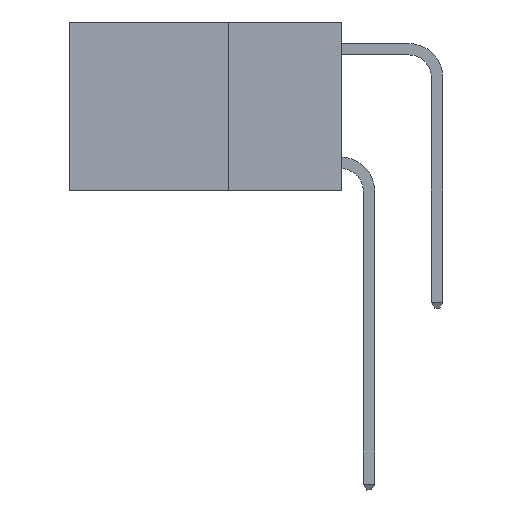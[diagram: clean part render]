
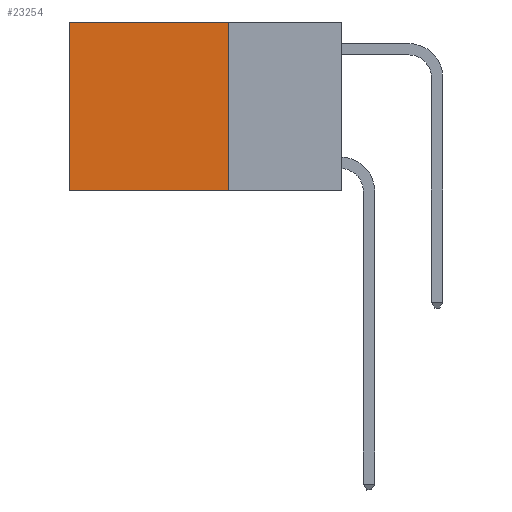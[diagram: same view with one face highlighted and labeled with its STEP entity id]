
A CAD part, left-side view. The second image highlights one B-rep face of the part: STEP entity #23254.
In plain terms, the highlighted planar face has unit normal (-1, 0, 0).
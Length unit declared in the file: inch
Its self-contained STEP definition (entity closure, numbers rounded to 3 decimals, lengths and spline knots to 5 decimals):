
#340 = CARTESIAN_POINT ( 'NONE',  ( 0.2625, 0.25, -0.37 ) ) ;
#913 = EDGE_CURVE ( 'NONE', #31065, #18921, #16480, .T. ) ;
#2226 = EDGE_LOOP ( 'NONE', ( #22801, #27011, #30993, #26523 ) ) ;
#3635 = CARTESIAN_POINT ( 'NONE',  ( 0.2625, 0.25, 0. ) ) ;
#4212 = CARTESIAN_POINT ( 'NONE',  ( 0.2625, 0.25, 0. ) ) ;
#9082 = DIRECTION ( 'NONE',  ( 0., 0., -1. ) ) ;
#9278 = VECTOR ( 'NONE', #13395, 39.37008 ) ;
#9482 = EDGE_CURVE ( 'NONE', #28451, #18921, #19694, .T. ) ;
#10020 = VECTOR ( 'NONE', #25797, 39.37008 ) ;
#12488 = DIRECTION ( 'NONE',  ( 0., 1., 0. ) ) ;
#13249 = VECTOR ( 'NONE', #12488, 39.37008 ) ;
#13395 = DIRECTION ( 'NONE',  ( 0., 1., 0. ) ) ;
#13615 = CARTESIAN_POINT ( 'NONE',  ( 0.2625, 0.6, 0. ) ) ;
#14481 = LINE ( 'NONE', #15380, #28817 ) ;
#15266 = DIRECTION ( 'NONE',  ( 0., 0., -1. ) ) ;
#15380 = CARTESIAN_POINT ( 'NONE',  ( 0.2625, 0.25, 0. ) ) ;
#15822 = FACE_OUTER_BOUND ( 'NONE', #2226, .T. ) ;
#16128 = CARTESIAN_POINT ( 'NONE',  ( 0.2625, 0.6, -0.37 ) ) ;
#16287 = PLANE ( 'NONE',  #23906 ) ;
#16480 = LINE ( 'NONE', #27079, #10020 ) ;
#17670 = VERTEX_POINT ( 'NONE', #30824 ) ;
#18921 = VERTEX_POINT ( 'NONE', #16128 ) ;
#19694 = LINE ( 'NONE', #340, #13249 ) ;
#22801 = ORIENTED_EDGE ( 'NONE', *, *, #913, .T. ) ;
#23254 = ADVANCED_FACE ( 'NONE', ( #15822 ), #16287, .F. ) ;
#23597 = DIRECTION ( 'NONE',  ( 1., 0., 0. ) ) ;
#23906 = AXIS2_PLACEMENT_3D ( 'NONE', #4212, #23597, #9082 ) ;
#25797 = DIRECTION ( 'NONE',  ( 0., 0., -1. ) ) ;
#26523 = ORIENTED_EDGE ( 'NONE', *, *, #31008, .T. ) ;
#27011 = ORIENTED_EDGE ( 'NONE', *, *, #9482, .F. ) ;
#27079 = CARTESIAN_POINT ( 'NONE',  ( 0.2625, 0.6, 0. ) ) ;
#27395 = EDGE_CURVE ( 'NONE', #17670, #28451, #14481, .T. ) ;
#27830 = LINE ( 'NONE', #3635, #9278 ) ;
#28451 = VERTEX_POINT ( 'NONE', #28727 ) ;
#28727 = CARTESIAN_POINT ( 'NONE',  ( 0.2625, 0.25, -0.37 ) ) ;
#28817 = VECTOR ( 'NONE', #15266, 39.37008 ) ;
#30824 = CARTESIAN_POINT ( 'NONE',  ( 0.2625, 0.25, 0. ) ) ;
#30993 = ORIENTED_EDGE ( 'NONE', *, *, #27395, .F. ) ;
#31008 = EDGE_CURVE ( 'NONE', #17670, #31065, #27830, .T. ) ;
#31065 = VERTEX_POINT ( 'NONE', #13615 ) ;
